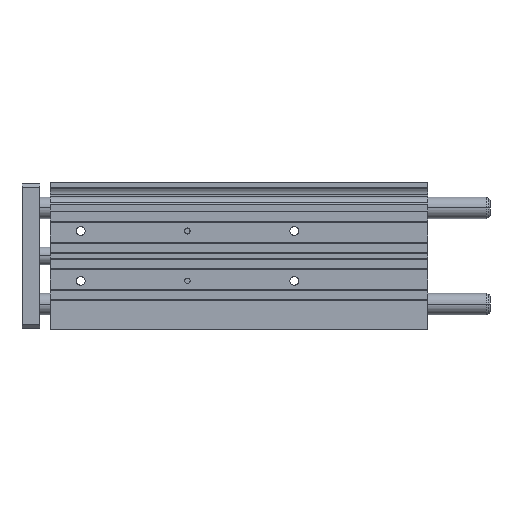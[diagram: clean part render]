
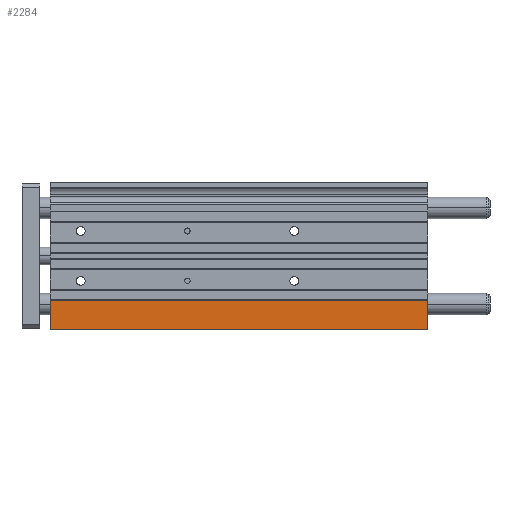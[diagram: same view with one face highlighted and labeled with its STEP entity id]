
A CAD part, top view. The second image highlights one B-rep face of the part: STEP entity #2284.
In plain terms, the highlighted planar face has unit normal (0, 0, 1).
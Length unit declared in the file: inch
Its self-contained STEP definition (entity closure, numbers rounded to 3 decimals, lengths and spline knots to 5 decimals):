
#192 = DIRECTION ( 'NONE',  ( 0., -1., 0. ) ) ;
#239 = EDGE_CURVE ( 'NONE', #6467, #8537, #10815, .T. ) ;
#369 = VERTEX_POINT ( 'NONE', #6113 ) ;
#1015 = LINE ( 'NONE', #6139, #4816 ) ;
#1282 = CARTESIAN_POINT ( 'NONE',  ( 8.34646, -0.99213, 0.70866 ) ) ;
#1287 = EDGE_CURVE ( 'NONE', #369, #6467, #3647, .T. ) ;
#1476 = CARTESIAN_POINT ( 'NONE',  ( 8.34646, -1.63386, 0.70866 ) ) ;
#1639 = PLANE ( 'NONE',  #6941 ) ;
#1705 = CARTESIAN_POINT ( 'NONE',  ( 8.34646, -1.63386, 0.70866 ) ) ;
#1901 = EDGE_CURVE ( 'NONE', #369, #10669, #1015, .T. ) ;
#2284 = ADVANCED_FACE ( 'NONE', ( #10039 ), #1639, .F. ) ;
#2836 = ORIENTED_EDGE ( 'NONE', *, *, #1901, .T. ) ;
#3295 = DIRECTION ( 'NONE',  ( 0., 0., -1. ) ) ;
#3647 = LINE ( 'NONE', #1282, #7803 ) ;
#3720 = CARTESIAN_POINT ( 'NONE',  ( 0., -0.99213, 0.70866 ) ) ;
#4145 = ORIENTED_EDGE ( 'NONE', *, *, #1287, .F. ) ;
#4297 = ORIENTED_EDGE ( 'NONE', *, *, #239, .F. ) ;
#4816 = VECTOR ( 'NONE', #9473, 39.37008 ) ;
#4879 = DIRECTION ( 'NONE',  ( -1., 0., 0. ) ) ;
#4991 = EDGE_LOOP ( 'NONE', ( #9259, #4297, #4145, #2836 ) ) ;
#6059 = CARTESIAN_POINT ( 'NONE',  ( 0., -1.63386, 0.70866 ) ) ;
#6113 = CARTESIAN_POINT ( 'NONE',  ( 8.34646, -0.99213, 0.70866 ) ) ;
#6139 = CARTESIAN_POINT ( 'NONE',  ( 8.34646, -0.99213, 0.70866 ) ) ;
#6467 = VERTEX_POINT ( 'NONE', #1476 ) ;
#6595 = DIRECTION ( 'NONE',  ( 0., -1., 0. ) ) ;
#6637 = VECTOR ( 'NONE', #192, 39.37008 ) ;
#6648 = CARTESIAN_POINT ( 'NONE',  ( 8.34646, -0.99213, 0.70866 ) ) ;
#6908 = VECTOR ( 'NONE', #4879, 39.37008 ) ;
#6941 = AXIS2_PLACEMENT_3D ( 'NONE', #6648, #3295, #6595 ) ;
#7002 = DIRECTION ( 'NONE',  ( 0., -1., 0. ) ) ;
#7803 = VECTOR ( 'NONE', #7002, 39.37008 ) ;
#7831 = CARTESIAN_POINT ( 'NONE',  ( 0., -0.99213, 0.70866 ) ) ;
#8537 = VERTEX_POINT ( 'NONE', #6059 ) ;
#9259 = ORIENTED_EDGE ( 'NONE', *, *, #10849, .T. ) ;
#9473 = DIRECTION ( 'NONE',  ( -1., 0., 0. ) ) ;
#10039 = FACE_OUTER_BOUND ( 'NONE', #4991, .T. ) ;
#10293 = LINE ( 'NONE', #7831, #6637 ) ;
#10669 = VERTEX_POINT ( 'NONE', #3720 ) ;
#10815 = LINE ( 'NONE', #1705, #6908 ) ;
#10849 = EDGE_CURVE ( 'NONE', #10669, #8537, #10293, .T. ) ;
